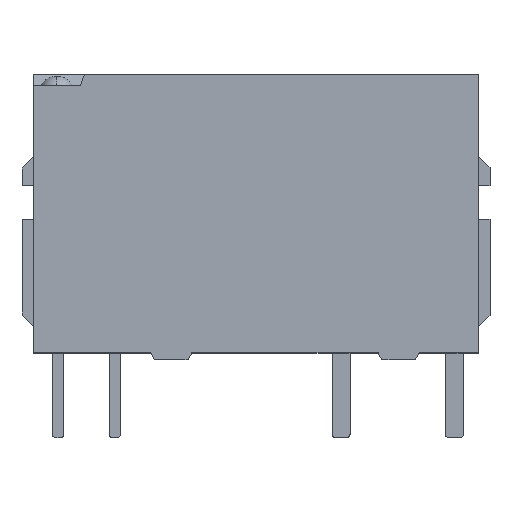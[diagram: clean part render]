
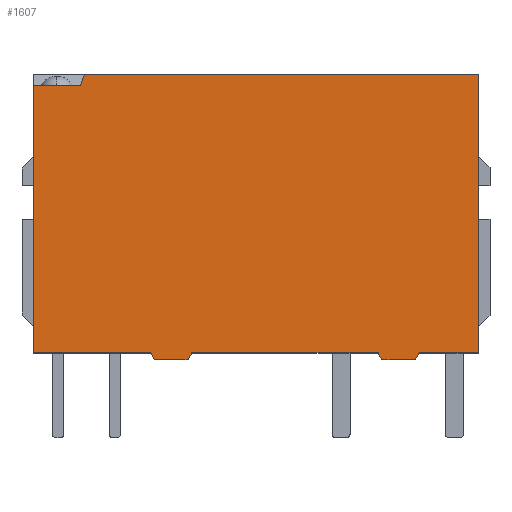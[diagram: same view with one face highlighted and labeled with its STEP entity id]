
A CAD part, top view. The second image highlights one B-rep face of the part: STEP entity #1607.
In plain terms, the highlighted planar face has unit normal (0, 0, 1).
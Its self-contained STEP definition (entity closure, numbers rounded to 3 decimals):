
#19 = VECTOR ( 'NONE', #2783, 1000. ) ;
#42 = CARTESIAN_POINT ( 'NONE',  ( 7.323, 0.3, 2.5 ) ) ;
#94 = EDGE_CURVE ( 'NONE', #2536, #1885, #1165, .T. ) ;
#100 = CARTESIAN_POINT ( 'NONE',  ( 7.15, 0., 2.5 ) ) ;
#113 = CARTESIAN_POINT ( 'NONE',  ( 0.755, 6.591, 2.5 ) ) ;
#130 = DIRECTION ( 'NONE',  ( 0., 0., -1. ) ) ;
#169 = CARTESIAN_POINT ( 'NONE',  ( -10., 12.8, 2.5 ) ) ;
#178 = CARTESIAN_POINT ( 'NONE',  ( -7.882, 12.3, 2.5 ) ) ;
#230 = EDGE_CURVE ( 'NONE', #2686, #2390, #2338, .T. ) ;
#281 = DIRECTION ( 'NONE',  ( 1., 0., 0. ) ) ;
#312 = ORIENTED_EDGE ( 'NONE', *, *, #1266, .T. ) ;
#315 = VERTEX_POINT ( 'NONE', #1998 ) ;
#470 = DIRECTION ( 'NONE',  ( 0.5, 0.866, 0. ) ) ;
#472 = EDGE_CURVE ( 'NONE', #2243, #905, #2830, .T. ) ;
#507 = VERTEX_POINT ( 'NONE', #1879 ) ;
#561 = LINE ( 'NONE', #897, #1563 ) ;
#579 = PLANE ( 'NONE',  #1769 ) ;
#585 = ORIENTED_EDGE ( 'NONE', *, *, #1076, .T. ) ;
#607 = VERTEX_POINT ( 'NONE', #2792 ) ;
#668 = LINE ( 'NONE', #864, #747 ) ;
#685 = CARTESIAN_POINT ( 'NONE',  ( -4.723, 0.3, 2.5 ) ) ;
#694 = ORIENTED_EDGE ( 'NONE', *, *, #732, .T. ) ;
#717 = VECTOR ( 'NONE', #2818, 1000. ) ;
#732 = EDGE_CURVE ( 'NONE', #1719, #1504, #2766, .T. ) ;
#747 = VECTOR ( 'NONE', #2822, 1000. ) ;
#781 = LINE ( 'NONE', #2534, #1281 ) ;
#797 = CARTESIAN_POINT ( 'NONE',  ( -10., 12.8, 2.5 ) ) ;
#799 = DIRECTION ( 'NONE',  ( 1., 0., 0. ) ) ;
#828 = ORIENTED_EDGE ( 'NONE', *, *, #1141, .T. ) ;
#863 = CARTESIAN_POINT ( 'NONE',  ( -3.805, 16.377, 2.5 ) ) ;
#864 = CARTESIAN_POINT ( 'NONE',  ( -10., 0.3, 2.5 ) ) ;
#880 = VECTOR ( 'NONE', #2315, 1000. ) ;
#895 = CARTESIAN_POINT ( 'NONE',  ( 8.405, 2.174, 2.5 ) ) ;
#897 = CARTESIAN_POINT ( 'NONE',  ( -11.455, 11.96, 2.5 ) ) ;
#905 = VERTEX_POINT ( 'NONE', #1133 ) ;
#995 = DIRECTION ( 'NONE',  ( 0.5, 0.866, 0. ) ) ;
#1011 = LINE ( 'NONE', #2032, #2048 ) ;
#1013 = VECTOR ( 'NONE', #799, 1000. ) ;
#1056 = CARTESIAN_POINT ( 'NONE',  ( -10., 0., 2.5 ) ) ;
#1076 = EDGE_CURVE ( 'NONE', #2390, #315, #781, .T. ) ;
#1101 = EDGE_LOOP ( 'NONE', ( #1513, #312, #2339, #828, #2443, #2421, #2128, #2262, #1173, #585, #2693, #2007, #1893, #694 ) ) ;
#1126 = CARTESIAN_POINT ( 'NONE',  ( 5.477, 0.3, 2.5 ) ) ;
#1133 = CARTESIAN_POINT ( 'NONE',  ( -2.877, 0.3, 2.5 ) ) ;
#1141 = EDGE_CURVE ( 'NONE', #607, #2243, #1985, .T. ) ;
#1165 = LINE ( 'NONE', #863, #717 ) ;
#1173 = ORIENTED_EDGE ( 'NONE', *, *, #230, .T. ) ;
#1175 = CARTESIAN_POINT ( 'NONE',  ( -7.969, 12.061, 2.5 ) ) ;
#1251 = VECTOR ( 'NONE', #2296, 1000. ) ;
#1258 = CARTESIAN_POINT ( 'NONE',  ( -10., 12.3, 2.5 ) ) ;
#1266 = EDGE_CURVE ( 'NONE', #1792, #1844, #668, .T. ) ;
#1281 = VECTOR ( 'NONE', #2347, 1000. ) ;
#1363 = DIRECTION ( 'NONE',  ( 1., 0., 0. ) ) ;
#1418 = VECTOR ( 'NONE', #1730, 1000. ) ;
#1492 = EDGE_CURVE ( 'NONE', #2657, #1719, #2425, .T. ) ;
#1504 = VERTEX_POINT ( 'NONE', #2509 ) ;
#1510 = EDGE_CURVE ( 'NONE', #905, #2536, #1602, .T. ) ;
#1513 = ORIENTED_EDGE ( 'NONE', *, *, #1768, .T. ) ;
#1563 = VECTOR ( 'NONE', #2229, 1000. ) ;
#1602 = LINE ( 'NONE', #2062, #2118 ) ;
#1607 = ADVANCED_FACE ( 'NONE', ( #2459 ), #579, .F. ) ;
#1719 = VERTEX_POINT ( 'NONE', #178 ) ;
#1730 = DIRECTION ( 'NONE',  ( 1., 0., 0. ) ) ;
#1768 = EDGE_CURVE ( 'NONE', #1504, #1792, #1917, .T. ) ;
#1769 = AXIS2_PLACEMENT_3D ( 'NONE', #797, #130, #1900 ) ;
#1792 = VERTEX_POINT ( 'NONE', #2152 ) ;
#1828 = CARTESIAN_POINT ( 'NONE',  ( 5.65, 0., 2.5 ) ) ;
#1844 = VERTEX_POINT ( 'NONE', #685 ) ;
#1879 = CARTESIAN_POINT ( 'NONE',  ( 10., 12.8, 2.5 ) ) ;
#1885 = VERTEX_POINT ( 'NONE', #1828 ) ;
#1893 = ORIENTED_EDGE ( 'NONE', *, *, #1492, .T. ) ;
#1897 = CARTESIAN_POINT ( 'NONE',  ( -10., 0., 2.5 ) ) ;
#1900 = DIRECTION ( 'NONE',  ( -1., 0., 0. ) ) ;
#1911 = LINE ( 'NONE', #1056, #1418 ) ;
#1917 = LINE ( 'NONE', #169, #2689 ) ;
#1967 = EDGE_CURVE ( 'NONE', #2657, #507, #1011, .T. ) ;
#1985 = LINE ( 'NONE', #1897, #1013 ) ;
#1998 = CARTESIAN_POINT ( 'NONE',  ( 10., 0.3, 2.5 ) ) ;
#2007 = ORIENTED_EDGE ( 'NONE', *, *, #1967, .F. ) ;
#2032 = CARTESIAN_POINT ( 'NONE',  ( -10., 12.8, 2.5 ) ) ;
#2048 = VECTOR ( 'NONE', #1363, 1000. ) ;
#2062 = CARTESIAN_POINT ( 'NONE',  ( -10., 0.3, 2.5 ) ) ;
#2110 = LINE ( 'NONE', #2284, #1251 ) ;
#2118 = VECTOR ( 'NONE', #281, 1000. ) ;
#2128 = ORIENTED_EDGE ( 'NONE', *, *, #94, .T. ) ;
#2152 = CARTESIAN_POINT ( 'NONE',  ( -10., 0.3, 2.5 ) ) ;
#2199 = CARTESIAN_POINT ( 'NONE',  ( -3.05, 0., 2.5 ) ) ;
#2229 = DIRECTION ( 'NONE',  ( 0.5, -0.866, 0. ) ) ;
#2243 = VERTEX_POINT ( 'NONE', #2199 ) ;
#2262 = ORIENTED_EDGE ( 'NONE', *, *, #2468, .T. ) ;
#2284 = CARTESIAN_POINT ( 'NONE',  ( 10., 12.8, 2.5 ) ) ;
#2296 = DIRECTION ( 'NONE',  ( 0., -1., 0. ) ) ;
#2309 = EDGE_CURVE ( 'NONE', #1844, #607, #561, .T. ) ;
#2315 = DIRECTION ( 'NONE',  ( -0.342, -0.94, 0. ) ) ;
#2338 = LINE ( 'NONE', #895, #2465 ) ;
#2339 = ORIENTED_EDGE ( 'NONE', *, *, #2309, .T. ) ;
#2347 = DIRECTION ( 'NONE',  ( 1., 0., 0. ) ) ;
#2390 = VERTEX_POINT ( 'NONE', #42 ) ;
#2393 = DIRECTION ( 'NONE',  ( 0., -1., 0. ) ) ;
#2421 = ORIENTED_EDGE ( 'NONE', *, *, #1510, .T. ) ;
#2425 = LINE ( 'NONE', #1175, #880 ) ;
#2443 = ORIENTED_EDGE ( 'NONE', *, *, #472, .T. ) ;
#2459 = FACE_OUTER_BOUND ( 'NONE', #1101, .T. ) ;
#2465 = VECTOR ( 'NONE', #470, 1000. ) ;
#2468 = EDGE_CURVE ( 'NONE', #1885, #2686, #1911, .T. ) ;
#2509 = CARTESIAN_POINT ( 'NONE',  ( -10., 12.3, 2.5 ) ) ;
#2534 = CARTESIAN_POINT ( 'NONE',  ( -10., 0.3, 2.5 ) ) ;
#2536 = VERTEX_POINT ( 'NONE', #1126 ) ;
#2569 = VECTOR ( 'NONE', #995, 1000. ) ;
#2640 = EDGE_CURVE ( 'NONE', #507, #315, #2110, .T. ) ;
#2657 = VERTEX_POINT ( 'NONE', #2684 ) ;
#2684 = CARTESIAN_POINT ( 'NONE',  ( -7.7, 12.8, 2.5 ) ) ;
#2686 = VERTEX_POINT ( 'NONE', #100 ) ;
#2689 = VECTOR ( 'NONE', #2393, 1000. ) ;
#2693 = ORIENTED_EDGE ( 'NONE', *, *, #2640, .F. ) ;
#2766 = LINE ( 'NONE', #1258, #19 ) ;
#2783 = DIRECTION ( 'NONE',  ( -1., 0., 0. ) ) ;
#2792 = CARTESIAN_POINT ( 'NONE',  ( -4.55, 0., 2.5 ) ) ;
#2818 = DIRECTION ( 'NONE',  ( 0.5, -0.866, 0. ) ) ;
#2822 = DIRECTION ( 'NONE',  ( 1., 0., 0. ) ) ;
#2830 = LINE ( 'NONE', #113, #2569 ) ;
